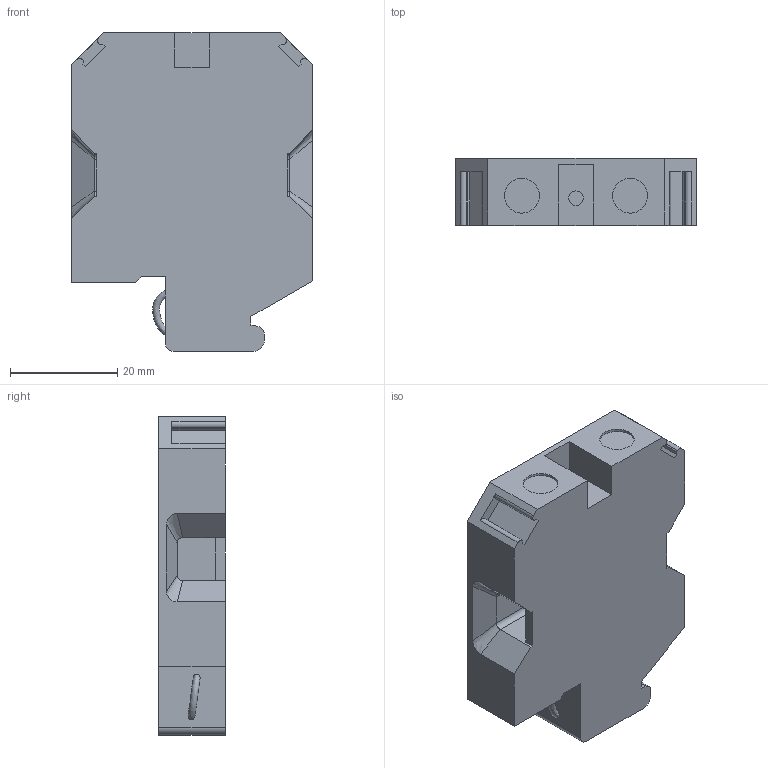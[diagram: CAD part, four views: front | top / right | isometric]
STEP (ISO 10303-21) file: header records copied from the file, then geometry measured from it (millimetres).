
FILE_DESCRIPTION(/* description */ ('Unknown'),/* implementation_level */ '2;1');
FILE_NAME(/* name */ 'CST25_KH_3D_SOLID',/* time_stamp */ '2024-11-21T11:50:22+05:00',/* author */ ('Unknown'),/* organization */ ('Unknown'),/* preprocessor_version */ 'ST-DEVELOPER v16.7',/* originating_system */ 'Solid Edge',/* authorisation */ 'Unknown');
FILE_SCHEMA (('AUTOMOTIVE_DESIGN {1 0 10303 214 3 1 1}'));
Length unit declared in the file: millimetre
Products named in the file (1): CST25_KH_3D_SOLID
Bounding box: 45 x 12.5 x 59.5 mm (x, y, z)
Volume: 25449 mm3; surface area: 8287.2 mm2
Topology: 1 solids, 1 shells, 76 faces, 206 edges, 135 vertices
Faces by surface type: plane 57, cylinder 14, bspline 5
Full cylindrical faces by diameter (mm): 2.73 x1, 6.5 x2
Entity records: 3202 total; most frequent: CARTESIAN_POINT 760, ORIENTED_EDGE 402, DIRECTION 359, EDGE_CURVE 201, LINE 167, VECTOR 167, VERTEX_POINT 134, AXIS2_PLACEMENT_3D 96
